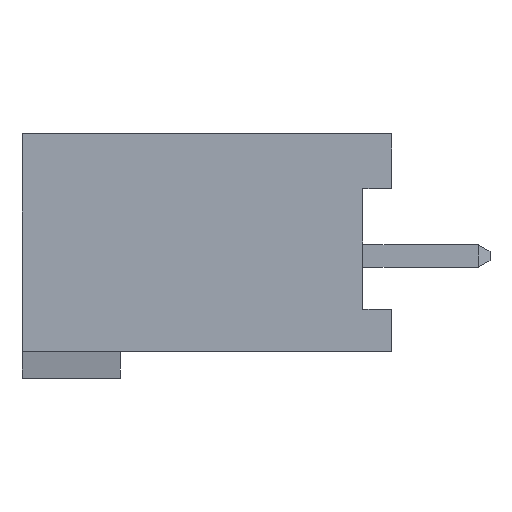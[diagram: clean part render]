
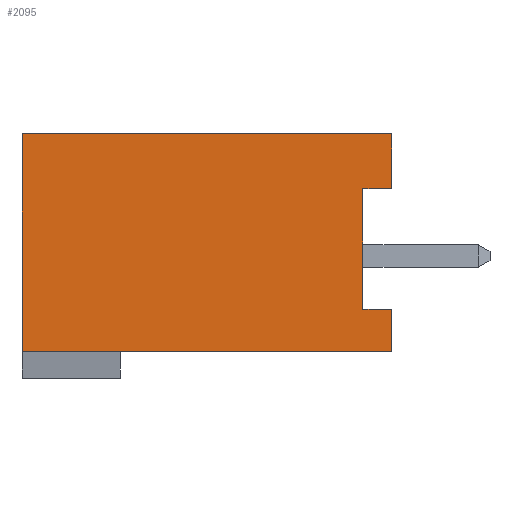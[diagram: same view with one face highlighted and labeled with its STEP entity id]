
A CAD part, left-side view. The second image highlights one B-rep face of the part: STEP entity #2095.
In plain terms, the highlighted planar face has unit normal (-1, 0, 0).
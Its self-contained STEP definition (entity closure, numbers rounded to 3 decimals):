
#577=DIRECTION('',(0.,-1.,0.));
#578=VECTOR('',#577,10.9);
#579=CARTESIAN_POINT('',(-4.215,5.45,-2.815));
#580=LINE('',#579,#578);
#581=DIRECTION('',(0.,0.,1.));
#582=VECTOR('',#581,6.42);
#583=CARTESIAN_POINT('',(-4.215,5.45,-2.815));
#584=LINE('',#583,#582);
#585=DIRECTION('',(0.,1.,0.));
#586=VECTOR('',#585,0.85);
#587=CARTESIAN_POINT('',(-4.215,-5.45,1.985));
#588=LINE('',#587,#586);
#589=DIRECTION('',(0.,0.,1.));
#590=VECTOR('',#589,3.56);
#591=CARTESIAN_POINT('',(-4.215,-4.6,-1.575));
#592=LINE('',#591,#590);
#593=DIRECTION('',(0.,1.,0.));
#594=VECTOR('',#593,0.85);
#595=CARTESIAN_POINT('',(-4.215,-5.45,-1.575));
#596=LINE('',#595,#594);
#601=DIRECTION('',(0.,-1.,0.));
#602=VECTOR('',#601,10.9);
#603=CARTESIAN_POINT('',(-4.215,5.45,3.605));
#604=LINE('',#603,#602);
#625=DIRECTION('',(0.,0.,1.));
#626=VECTOR('',#625,1.62);
#627=CARTESIAN_POINT('',(-4.215,-5.45,1.985));
#628=LINE('',#627,#626);
#645=DIRECTION('',(0.,0.,1.));
#646=VECTOR('',#645,1.24);
#647=CARTESIAN_POINT('',(-4.215,-5.45,-2.815));
#648=LINE('',#647,#646);
#925=CARTESIAN_POINT('',(-4.215,5.45,3.605));
#926=CARTESIAN_POINT('',(-4.215,-5.45,3.605));
#927=VERTEX_POINT('',#925);
#928=VERTEX_POINT('',#926);
#947=CARTESIAN_POINT('',(-4.215,-5.45,-1.575));
#948=CARTESIAN_POINT('',(-4.215,-4.6,-1.575));
#949=VERTEX_POINT('',#947);
#950=VERTEX_POINT('',#948);
#951=CARTESIAN_POINT('',(-4.215,-4.6,1.985));
#952=VERTEX_POINT('',#951);
#953=CARTESIAN_POINT('',(-4.215,-5.45,1.985));
#954=VERTEX_POINT('',#953);
#1035=CARTESIAN_POINT('',(-4.215,5.45,-2.815));
#1036=CARTESIAN_POINT('',(-4.215,-5.45,-2.815));
#1037=VERTEX_POINT('',#1035);
#1038=VERTEX_POINT('',#1036);
#2076=CARTESIAN_POINT('',(-4.215,5.45,-3.605));
#2077=DIRECTION('',(-1.,0.,0.));
#2078=DIRECTION('',(0.,-1.,0.));
#2079=AXIS2_PLACEMENT_3D('',#2076,#2077,#2078);
#2080=PLANE('',#2079);
#2081=ORIENTED_EDGE('',*,*,#1419,.F.);
#2082=ORIENTED_EDGE('',*,*,#1299,.T.);
#2084=ORIENTED_EDGE('',*,*,#2083,.T.);
#2086=ORIENTED_EDGE('',*,*,#2085,.F.);
#2087=ORIENTED_EDGE('',*,*,#2055,.T.);
#2088=ORIENTED_EDGE('',*,*,#1866,.F.);
#2090=ORIENTED_EDGE('',*,*,#2089,.F.);
#2092=ORIENTED_EDGE('',*,*,#2091,.F.);
#2093=EDGE_LOOP('',(#2081,#2082,#2084,#2086,#2087,#2088,#2090,#2092));
#2094=FACE_OUTER_BOUND('',#2093,.F.);
#2095=ADVANCED_FACE('',(#2094),#2080,.T.);
#1299=EDGE_CURVE('',#1037,#927,#584,.T.);
#1419=EDGE_CURVE('',#1037,#1038,#580,.T.);
#1866=EDGE_CURVE('',#950,#952,#592,.T.);
#2055=EDGE_CURVE('',#954,#952,#588,.T.);
#2083=EDGE_CURVE('',#927,#928,#604,.T.);
#2085=EDGE_CURVE('',#954,#928,#628,.T.);
#2089=EDGE_CURVE('',#949,#950,#596,.T.);
#2091=EDGE_CURVE('',#1038,#949,#648,.T.);
